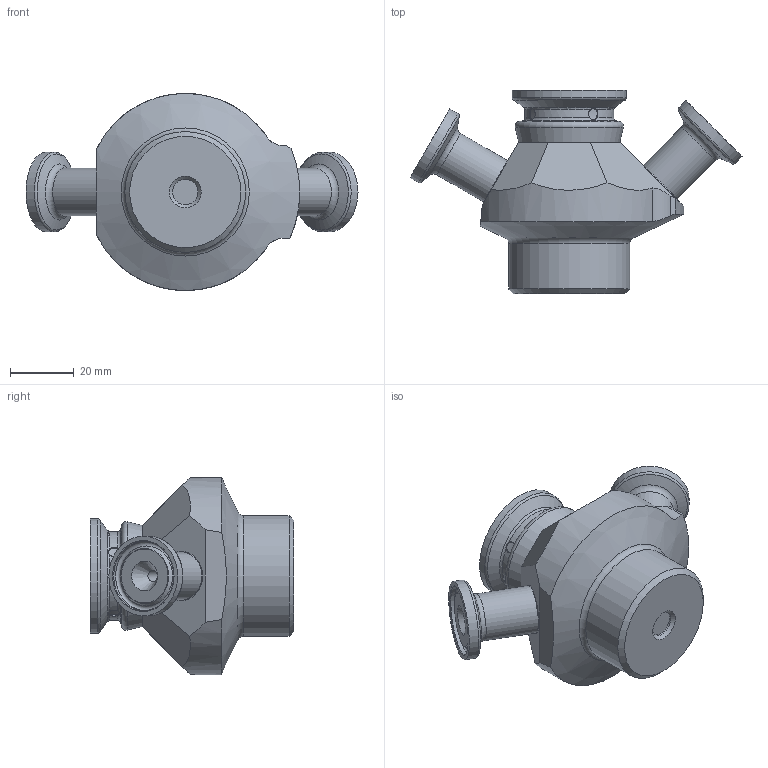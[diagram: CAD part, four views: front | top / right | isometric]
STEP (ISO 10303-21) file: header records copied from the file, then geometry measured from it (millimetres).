
FILE_DESCRIPTION(/* description */ (''),/* implementation_level */ '2;1');
FILE_NAME(/* name */ '890006.stp',/* time_stamp */ '2017-10-10T10:51:26+02:00',/* author */ ('sgs'),/* organization */ (''),/* preprocessor_version */ 'ST-DEVELOPER v16.5',/* originating_system */ 'Autodesk Inventor 2017',/* authorisation */ '');
FILE_SCHEMA (('AUTOMOTIVE_DESIGN { 1 0 10303 214 3 1 1 }'));
Length unit declared in the file: millimetre
Products named in the file (1): 890006
Bounding box: 104.39 x 64 x 61.98 mm (x, y, z)
Volume: 105515.2 mm3; surface area: 20213.2 mm2
Topology: 1 solids, 3 shells, 93 faces, 207 edges, 129 vertices
Faces by surface type: cylinder 36, plane 23, torus 18, cone 16
Full cylindrical faces by diameter (mm): 3.5 x5, 8 x1, 9 x1, 15 x2, 21.8 x2, 25 x2, 27.149 x1, 28.5 x1, 28.7 x1, 29 x2, 30 x1, 36 x1, 38 x1
Entity records: 2795 total; most frequent: CARTESIAN_POINT 915, DIRECTION 384, ORIENTED_EDGE 272, AXIS2_PLACEMENT_3D 180, EDGE_LOOP 161, EDGE_CURVE 136, VERTEX_POINT 113, FACE_OUTER_BOUND 93
